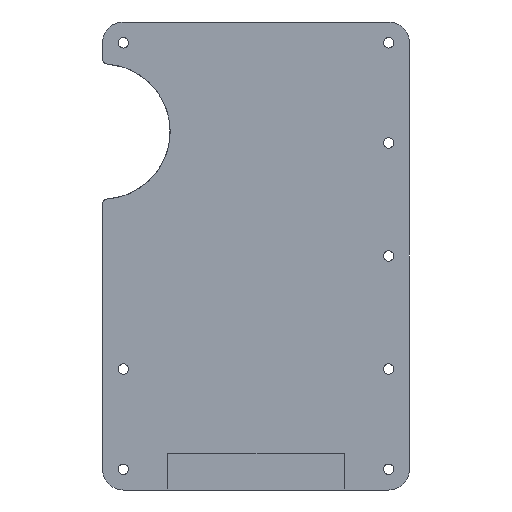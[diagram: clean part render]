
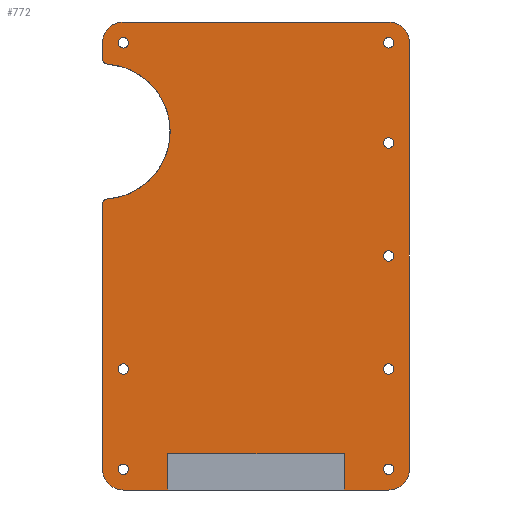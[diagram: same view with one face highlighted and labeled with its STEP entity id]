
A CAD part, left-side view. The second image highlights one B-rep face of the part: STEP entity #772.
In plain terms, the highlighted planar face has unit normal (-1, 0, 0).
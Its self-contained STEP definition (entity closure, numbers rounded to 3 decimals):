
#54=FACE_BOUND('',#161,.T.);
#55=FACE_BOUND('',#162,.T.);
#56=FACE_BOUND('',#163,.T.);
#57=FACE_BOUND('',#164,.T.);
#58=FACE_BOUND('',#165,.T.);
#59=FACE_BOUND('',#166,.T.);
#60=FACE_BOUND('',#167,.T.);
#61=FACE_BOUND('',#168,.T.);
#70=CIRCLE('',#832,4.);
#71=CIRCLE('',#833,4.);
#72=CIRCLE('',#834,4.);
#73=CIRCLE('',#835,1.);
#74=CIRCLE('',#836,13.);
#75=CIRCLE('',#837,1.);
#76=CIRCLE('',#838,4.);
#77=CIRCLE('',#839,1.);
#78=CIRCLE('',#840,1.);
#79=CIRCLE('',#841,1.);
#80=CIRCLE('',#842,1.);
#81=CIRCLE('',#843,1.);
#82=CIRCLE('',#844,1.);
#83=CIRCLE('',#845,1.);
#84=CIRCLE('',#846,1.);
#115=FACE_OUTER_BOUND('',#160,.T.);
#160=EDGE_LOOP('',(#549,#550,#551,#552,#553,#554,#555,#556,#557,#558,#559,
#560,#561,#562,#563,#564));
#161=EDGE_LOOP('',(#565));
#162=EDGE_LOOP('',(#566));
#163=EDGE_LOOP('',(#567));
#164=EDGE_LOOP('',(#568));
#165=EDGE_LOOP('',(#569));
#166=EDGE_LOOP('',(#570));
#167=EDGE_LOOP('',(#571));
#168=EDGE_LOOP('',(#572));
#221=LINE('',#1166,#284);
#224=LINE('',#1171,#287);
#226=LINE('',#1175,#289);
#227=LINE('',#1178,#290);
#231=LINE('',#1185,#294);
#232=LINE('',#1190,#295);
#233=LINE('',#1194,#296);
#234=LINE('',#1198,#297);
#235=LINE('',#1206,#298);
#284=VECTOR('',#924,10.);
#287=VECTOR('',#929,10.);
#289=VECTOR('',#933,10.);
#290=VECTOR('',#936,10.);
#294=VECTOR('',#940,10.);
#295=VECTOR('',#945,10.);
#296=VECTOR('',#948,10.);
#297=VECTOR('',#951,10.);
#298=VECTOR('',#958,10.);
#346=VERTEX_POINT('',#1163);
#347=VERTEX_POINT('',#1165);
#348=VERTEX_POINT('',#1169);
#349=VERTEX_POINT('',#1173);
#350=VERTEX_POINT('',#1177);
#353=VERTEX_POINT('',#1183);
#354=VERTEX_POINT('',#1187);
#355=VERTEX_POINT('',#1189);
#356=VERTEX_POINT('',#1191);
#357=VERTEX_POINT('',#1193);
#358=VERTEX_POINT('',#1195);
#359=VERTEX_POINT('',#1197);
#360=VERTEX_POINT('',#1199);
#361=VERTEX_POINT('',#1201);
#362=VERTEX_POINT('',#1203);
#363=VERTEX_POINT('',#1205);
#364=VERTEX_POINT('',#1208);
#365=VERTEX_POINT('',#1210);
#366=VERTEX_POINT('',#1212);
#367=VERTEX_POINT('',#1214);
#368=VERTEX_POINT('',#1216);
#369=VERTEX_POINT('',#1218);
#370=VERTEX_POINT('',#1220);
#371=VERTEX_POINT('',#1222);
#417=EDGE_CURVE('',#347,#346,#221,.T.);
#420=EDGE_CURVE('',#346,#348,#224,.T.);
#422=EDGE_CURVE('',#348,#349,#226,.T.);
#423=EDGE_CURVE('',#350,#347,#227,.T.);
#427=EDGE_CURVE('',#349,#353,#231,.T.);
#428=EDGE_CURVE('',#353,#354,#70,.T.);
#429=EDGE_CURVE('',#354,#355,#232,.T.);
#430=EDGE_CURVE('',#355,#356,#71,.T.);
#431=EDGE_CURVE('',#356,#357,#233,.T.);
#432=EDGE_CURVE('',#357,#358,#72,.T.);
#433=EDGE_CURVE('',#358,#359,#234,.T.);
#434=EDGE_CURVE('',#359,#360,#73,.T.);
#435=EDGE_CURVE('',#360,#361,#74,.T.);
#436=EDGE_CURVE('',#361,#362,#75,.T.);
#437=EDGE_CURVE('',#362,#363,#235,.T.);
#438=EDGE_CURVE('',#363,#350,#76,.T.);
#439=EDGE_CURVE('',#364,#364,#77,.T.);
#440=EDGE_CURVE('',#365,#365,#78,.T.);
#441=EDGE_CURVE('',#366,#366,#79,.T.);
#442=EDGE_CURVE('',#367,#367,#80,.T.);
#443=EDGE_CURVE('',#368,#368,#81,.T.);
#444=EDGE_CURVE('',#369,#369,#82,.T.);
#445=EDGE_CURVE('',#370,#370,#83,.T.);
#446=EDGE_CURVE('',#371,#371,#84,.T.);
#549=ORIENTED_EDGE('',*,*,#422,.T.);
#550=ORIENTED_EDGE('',*,*,#427,.T.);
#551=ORIENTED_EDGE('',*,*,#428,.T.);
#552=ORIENTED_EDGE('',*,*,#429,.T.);
#553=ORIENTED_EDGE('',*,*,#430,.T.);
#554=ORIENTED_EDGE('',*,*,#431,.T.);
#555=ORIENTED_EDGE('',*,*,#432,.T.);
#556=ORIENTED_EDGE('',*,*,#433,.T.);
#557=ORIENTED_EDGE('',*,*,#434,.T.);
#558=ORIENTED_EDGE('',*,*,#435,.T.);
#559=ORIENTED_EDGE('',*,*,#436,.T.);
#560=ORIENTED_EDGE('',*,*,#437,.T.);
#561=ORIENTED_EDGE('',*,*,#438,.T.);
#562=ORIENTED_EDGE('',*,*,#423,.T.);
#563=ORIENTED_EDGE('',*,*,#417,.T.);
#564=ORIENTED_EDGE('',*,*,#420,.T.);
#565=ORIENTED_EDGE('',*,*,#439,.T.);
#566=ORIENTED_EDGE('',*,*,#440,.T.);
#567=ORIENTED_EDGE('',*,*,#441,.T.);
#568=ORIENTED_EDGE('',*,*,#442,.T.);
#569=ORIENTED_EDGE('',*,*,#443,.T.);
#570=ORIENTED_EDGE('',*,*,#444,.T.);
#571=ORIENTED_EDGE('',*,*,#445,.T.);
#572=ORIENTED_EDGE('',*,*,#446,.T.);
#756=PLANE('',#831);
#772=ADVANCED_FACE('',(#115,#54,#55,#56,#57,#58,#59,#60,#61),#756,.F.);
#831=AXIS2_PLACEMENT_3D('',#1186,#941,#942);
#832=AXIS2_PLACEMENT_3D('',#1188,#943,#944);
#833=AXIS2_PLACEMENT_3D('',#1192,#946,#947);
#834=AXIS2_PLACEMENT_3D('',#1196,#949,#950);
#835=AXIS2_PLACEMENT_3D('',#1200,#952,#953);
#836=AXIS2_PLACEMENT_3D('',#1202,#954,#955);
#837=AXIS2_PLACEMENT_3D('',#1204,#956,#957);
#838=AXIS2_PLACEMENT_3D('',#1207,#959,#960);
#839=AXIS2_PLACEMENT_3D('',#1209,#961,#962);
#840=AXIS2_PLACEMENT_3D('',#1211,#963,#964);
#841=AXIS2_PLACEMENT_3D('',#1213,#965,#966);
#842=AXIS2_PLACEMENT_3D('',#1215,#967,#968);
#843=AXIS2_PLACEMENT_3D('',#1217,#969,#970);
#844=AXIS2_PLACEMENT_3D('',#1219,#971,#972);
#845=AXIS2_PLACEMENT_3D('',#1221,#973,#974);
#846=AXIS2_PLACEMENT_3D('',#1223,#975,#976);
#924=DIRECTION('',(0.,0.,1.));
#929=DIRECTION('',(0.,-1.,0.));
#933=DIRECTION('',(0.,0.,-1.));
#936=DIRECTION('',(0.,-1.,0.));
#940=DIRECTION('',(0.,-1.,0.));
#941=DIRECTION('center_axis',(1.,0.,0.));
#942=DIRECTION('ref_axis',(0.,1.,0.));
#943=DIRECTION('center_axis',(-1.,0.,0.));
#944=DIRECTION('ref_axis',(0.,-0.707,-0.707));
#945=DIRECTION('',(0.,0.,1.));
#946=DIRECTION('center_axis',(-1.,0.,0.));
#947=DIRECTION('ref_axis',(0.,-0.707,0.707));
#948=DIRECTION('',(0.,1.,0.));
#949=DIRECTION('center_axis',(-1.,0.,0.));
#950=DIRECTION('ref_axis',(0.,0.707,0.707));
#951=DIRECTION('',(0.,0.,-1.));
#952=DIRECTION('center_axis',(-1.,0.,0.));
#953=DIRECTION('ref_axis',(0.,0.732,-0.681));
#954=DIRECTION('center_axis',(1.,0.,0.));
#955=DIRECTION('ref_axis',(0.,0.,-1.));
#956=DIRECTION('center_axis',(-1.,0.,0.));
#957=DIRECTION('ref_axis',(0.,0.732,0.681));
#958=DIRECTION('',(0.,0.,-1.));
#959=DIRECTION('center_axis',(-1.,0.,0.));
#960=DIRECTION('ref_axis',(0.,0.707,-0.707));
#961=DIRECTION('center_axis',(1.,0.,0.));
#962=DIRECTION('ref_axis',(0.,1.,0.));
#963=DIRECTION('center_axis',(1.,0.,0.));
#964=DIRECTION('ref_axis',(0.,1.,0.));
#965=DIRECTION('center_axis',(1.,0.,0.));
#966=DIRECTION('ref_axis',(0.,1.,0.));
#967=DIRECTION('center_axis',(1.,0.,0.));
#968=DIRECTION('ref_axis',(0.,1.,0.));
#969=DIRECTION('center_axis',(1.,0.,0.));
#970=DIRECTION('ref_axis',(0.,1.,0.));
#971=DIRECTION('center_axis',(1.,0.,0.));
#972=DIRECTION('ref_axis',(0.,1.,0.));
#973=DIRECTION('center_axis',(1.,0.,0.));
#974=DIRECTION('ref_axis',(0.,1.,0.));
#975=DIRECTION('center_axis',(1.,0.,0.));
#976=DIRECTION('ref_axis',(0.,1.,0.));
#1163=CARTESIAN_POINT('',(0.,46.5,7.));
#1165=CARTESIAN_POINT('',(0.,46.5,0.));
#1166=CARTESIAN_POINT('',(0.,46.5,22.5));
#1169=CARTESIAN_POINT('',(0.,12.5,7.));
#1171=CARTESIAN_POINT('',(0.,24.501,7.));
#1173=CARTESIAN_POINT('',(0.,12.5,0.));
#1175=CARTESIAN_POINT('',(0.,12.5,26.));
#1177=CARTESIAN_POINT('',(0.,55.,0.));
#1178=CARTESIAN_POINT('',(0.,0.,0.));
#1183=CARTESIAN_POINT('',(0.,4.,0.));
#1185=CARTESIAN_POINT('',(0.,0.,0.));
#1186=CARTESIAN_POINT('Origin',(0.,29.5,45.));
#1187=CARTESIAN_POINT('',(0.,0.,4.));
#1188=CARTESIAN_POINT('Origin',(0.,4.,4.));
#1189=CARTESIAN_POINT('',(0.,0.,86.));
#1190=CARTESIAN_POINT('',(0.,0.,90.));
#1191=CARTESIAN_POINT('',(0.,4.,90.));
#1192=CARTESIAN_POINT('Origin',(0.,4.,86.));
#1193=CARTESIAN_POINT('',(0.,55.,90.));
#1194=CARTESIAN_POINT('',(0.,59.,90.));
#1195=CARTESIAN_POINT('',(0.,59.,86.));
#1196=CARTESIAN_POINT('Origin',(0.,55.,86.));
#1197=CARTESIAN_POINT('',(0.,59.,82.899));
#1198=CARTESIAN_POINT('',(0.,59.,0.));
#1199=CARTESIAN_POINT('',(0.,58.071,81.902));
#1200=CARTESIAN_POINT('Origin',(0.,58.,82.899));
#1201=CARTESIAN_POINT('',(0.,58.071,55.968));
#1202=CARTESIAN_POINT('Origin',(0.,59.,68.935));
#1203=CARTESIAN_POINT('',(0.,59.,54.971));
#1204=CARTESIAN_POINT('Origin',(0.,58.,54.971));
#1205=CARTESIAN_POINT('',(0.,59.,4.));
#1206=CARTESIAN_POINT('',(0.,59.,0.));
#1207=CARTESIAN_POINT('Origin',(0.,55.,4.));
#1208=CARTESIAN_POINT('',(0.,54.,86.));
#1209=CARTESIAN_POINT('Origin',(0.,55.,86.));
#1210=CARTESIAN_POINT('',(0.,3.,66.75));
#1211=CARTESIAN_POINT('Origin',(0.,4.,66.75));
#1212=CARTESIAN_POINT('',(0.,54.,4.));
#1213=CARTESIAN_POINT('Origin',(0.,55.,4.));
#1214=CARTESIAN_POINT('',(0.,3.,4.));
#1215=CARTESIAN_POINT('Origin',(0.,4.,4.));
#1216=CARTESIAN_POINT('',(0.,3.,23.25));
#1217=CARTESIAN_POINT('Origin',(0.,4.,23.25));
#1218=CARTESIAN_POINT('',(0.,3.,45.));
#1219=CARTESIAN_POINT('Origin',(0.,4.,45.));
#1220=CARTESIAN_POINT('',(0.,3.,86.));
#1221=CARTESIAN_POINT('Origin',(0.,4.,86.));
#1222=CARTESIAN_POINT('',(0.,54.,23.25));
#1223=CARTESIAN_POINT('Origin',(0.,55.,23.25));
